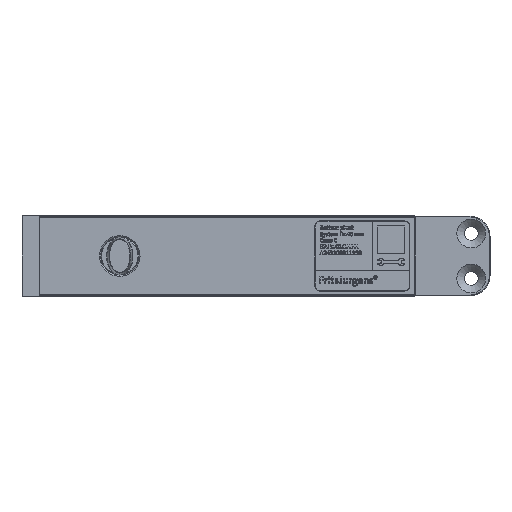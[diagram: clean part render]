
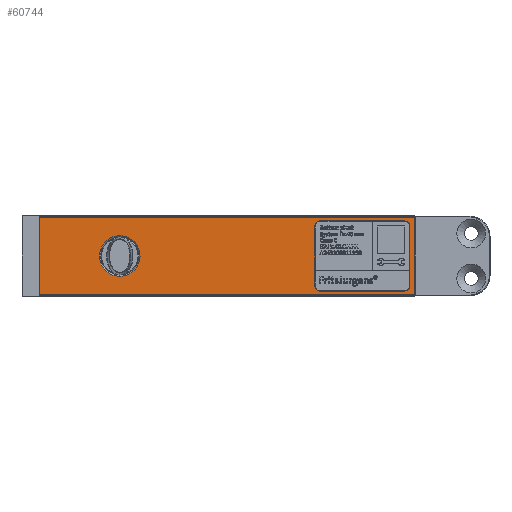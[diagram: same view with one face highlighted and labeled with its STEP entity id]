
A CAD part, front view. The second image highlights one B-rep face of the part: STEP entity #60744.
In plain terms, the highlighted planar face has unit normal (0, -1, 0).
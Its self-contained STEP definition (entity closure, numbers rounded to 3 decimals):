
#1071 = DIRECTION ( 'NONE',  ( -1., 0., 0. ) ) ;
#1715 = ORIENTED_EDGE ( 'NONE', *, *, #109195, .T. ) ;
#2065 = ORIENTED_EDGE ( 'NONE', *, *, #96549, .T. ) ;
#3219 = CIRCLE ( 'NONE', #10385, 8.1 ) ;
#4284 = VECTOR ( 'NONE', #58014, 1000. ) ;
#5706 = LINE ( 'NONE', #99006, #95186 ) ;
#6469 = CARTESIAN_POINT ( 'NONE',  ( 148., 0., 0. ) ) ;
#7380 = ORIENTED_EDGE ( 'NONE', *, *, #105285, .F. ) ;
#7789 = ORIENTED_EDGE ( 'NONE', *, *, #81563, .T. ) ;
#7994 = DIRECTION ( 'NONE',  ( 0., 0., -1. ) ) ;
#8536 = ORIENTED_EDGE ( 'NONE', *, *, #68365, .F. ) ;
#8687 = ORIENTED_EDGE ( 'NONE', *, *, #79201, .F. ) ;
#10242 = ORIENTED_EDGE ( 'NONE', *, *, #19605, .F. ) ;
#10385 = AXIS2_PLACEMENT_3D ( 'NONE', #33045, #42554, #101038 ) ;
#11592 = ORIENTED_EDGE ( 'NONE', *, *, #69636, .T. ) ;
#12273 = ORIENTED_EDGE ( 'NONE', *, *, #99274, .F. ) ;
#13079 = PLANE ( 'NONE',  #38787 ) ;
#14367 = DIRECTION ( 'NONE',  ( 0., 0., 1. ) ) ;
#16411 = CARTESIAN_POINT ( 'NONE',  ( 0., 0., 14. ) ) ;
#17831 = CARTESIAN_POINT ( 'NONE',  ( 0., 0., 0. ) ) ;
#17998 = VECTOR ( 'NONE', #102847, 1000. ) ;
#19091 = LINE ( 'NONE', #103935, #33561 ) ;
#19605 = EDGE_CURVE ( 'NONE', #32231, #107346, #110009, .T. ) ;
#20290 = VERTEX_POINT ( 'NONE', #89013 ) ;
#22043 = CARTESIAN_POINT ( 'NONE',  ( 150., 0., 0. ) ) ;
#23623 = VERTEX_POINT ( 'NONE', #105079 ) ;
#23902 = CARTESIAN_POINT ( 'NONE',  ( 0., 0., -14. ) ) ;
#24470 = CARTESIAN_POINT ( 'NONE',  ( 146., 0., 14. ) ) ;
#24863 = DIRECTION ( 'NONE',  ( 0., -1., 0. ) ) ;
#25566 = VERTEX_POINT ( 'NONE', #96527 ) ;
#30142 = EDGE_CURVE ( 'NONE', #107346, #96016, #33707, .T. ) ;
#31033 = FACE_OUTER_BOUND ( 'NONE', #72607, .T. ) ;
#32060 = CARTESIAN_POINT ( 'NONE',  ( 110., 0., 0. ) ) ;
#32231 = VERTEX_POINT ( 'NONE', #50920 ) ;
#33045 = CARTESIAN_POINT ( 'NONE',  ( 32., 0., 0. ) ) ;
#33561 = VECTOR ( 'NONE', #1071, 1000. ) ;
#33707 = LINE ( 'NONE', #32060, #17998 ) ;
#34189 = CARTESIAN_POINT ( 'NONE',  ( 110., 0., -12. ) ) ;
#34204 = VECTOR ( 'NONE', #88199, 1000. ) ;
#35955 = CARTESIAN_POINT ( 'NONE',  ( 150., 0., -15.517 ) ) ;
#36115 = CARTESIAN_POINT ( 'NONE',  ( 150., 0., 15.517 ) ) ;
#36516 = LINE ( 'NONE', #35955, #34204 ) ;
#37020 = CIRCLE ( 'NONE', #72984, 2. ) ;
#38787 = AXIS2_PLACEMENT_3D ( 'NONE', #22043, #56331, #90612 ) ;
#40124 = CARTESIAN_POINT ( 'NONE',  ( 146., 0., -12. ) ) ;
#42554 = DIRECTION ( 'NONE',  ( 0., 1., 0. ) ) ;
#44367 = CARTESIAN_POINT ( 'NONE',  ( 146., 0., -14. ) ) ;
#45328 = LINE ( 'NONE', #17831, #93795 ) ;
#45958 = ORIENTED_EDGE ( 'NONE', *, *, #87335, .F. ) ;
#50920 = CARTESIAN_POINT ( 'NONE',  ( 112., 0., 14. ) ) ;
#51815 = VERTEX_POINT ( 'NONE', #75535 ) ;
#56140 = CIRCLE ( 'NONE', #81244, 2. ) ;
#56318 = DIRECTION ( 'NONE',  ( 0., 0., -1. ) ) ;
#56331 = DIRECTION ( 'NONE',  ( 0., 1., 0. ) ) ;
#57049 = DIRECTION ( 'NONE',  ( 1., 0., 0. ) ) ;
#58014 = DIRECTION ( 'NONE',  ( -1., 0., 0. ) ) ;
#58633 = DIRECTION ( 'NONE',  ( 0., 0., -1. ) ) ;
#60296 = DIRECTION ( 'NONE',  ( 0., 1., 0. ) ) ;
#60744 = ADVANCED_FACE ( 'NONE', ( #31033, #66969, #90052 ), #13079, .F. ) ;
#61663 = DIRECTION ( 'NONE',  ( 0., 0., -1. ) ) ;
#63284 = CARTESIAN_POINT ( 'NONE',  ( 110., 0., 12. ) ) ;
#63400 = ORIENTED_EDGE ( 'NONE', *, *, #107927, .T. ) ;
#63784 = DIRECTION ( 'NONE',  ( 0., 1., 0. ) ) ;
#64015 = ORIENTED_EDGE ( 'NONE', *, *, #103211, .T. ) ;
#66969 = FACE_BOUND ( 'NONE', #106005, .T. ) ;
#68120 = CARTESIAN_POINT ( 'NONE',  ( 112., 0., 12. ) ) ;
#68365 = EDGE_CURVE ( 'NONE', #102820, #73629, #5706, .T. ) ;
#69636 = EDGE_CURVE ( 'NONE', #20290, #73629, #36516, .T. ) ;
#70998 = CARTESIAN_POINT ( 'NONE',  ( 150., 0., -15.517 ) ) ;
#72607 = EDGE_LOOP ( 'NONE', ( #7789, #11592, #8536, #63400 ) ) ;
#72984 = AXIS2_PLACEMENT_3D ( 'NONE', #75508, #60296, #58633 ) ;
#73228 = VERTEX_POINT ( 'NONE', #107491 ) ;
#73629 = VERTEX_POINT ( 'NONE', #70998 ) ;
#74540 = VERTEX_POINT ( 'NONE', #81230 ) ;
#75091 = EDGE_LOOP ( 'NONE', ( #10242, #12273, #8687, #7380, #2065, #45958, #64015, #110980 ) ) ;
#75508 = CARTESIAN_POINT ( 'NONE',  ( 112., 0., -12. ) ) ;
#75535 = CARTESIAN_POINT ( 'NONE',  ( 0., 0., 15.517 ) ) ;
#75840 = CIRCLE ( 'NONE', #77684, 2. ) ;
#77684 = AXIS2_PLACEMENT_3D ( 'NONE', #92143, #109019, #101666 ) ;
#79201 = EDGE_CURVE ( 'NONE', #74540, #91191, #75840, .T. ) ;
#81230 = CARTESIAN_POINT ( 'NONE',  ( 148., 0., 12. ) ) ;
#81244 = AXIS2_PLACEMENT_3D ( 'NONE', #40124, #63784, #107605 ) ;
#81563 = EDGE_CURVE ( 'NONE', #51815, #20290, #45328, .T. ) ;
#86651 = AXIS2_PLACEMENT_3D ( 'NONE', #68120, #24863, #7994 ) ;
#87276 = VECTOR ( 'NONE', #57049, 1000. ) ;
#87335 = EDGE_CURVE ( 'NONE', #25566, #90968, #110971, .T. ) ;
#88199 = DIRECTION ( 'NONE',  ( 1., 0., 0. ) ) ;
#89013 = CARTESIAN_POINT ( 'NONE',  ( 0., 0., -15.517 ) ) ;
#90052 = FACE_BOUND ( 'NONE', #75091, .T. ) ;
#90612 = DIRECTION ( 'NONE',  ( 0., 0., 1. ) ) ;
#90968 = VERTEX_POINT ( 'NONE', #44367 ) ;
#91191 = VERTEX_POINT ( 'NONE', #24470 ) ;
#92143 = CARTESIAN_POINT ( 'NONE',  ( 146., 0., 12. ) ) ;
#93795 = VECTOR ( 'NONE', #61663, 1000. ) ;
#95186 = VECTOR ( 'NONE', #56318, 1000. ) ;
#96016 = VERTEX_POINT ( 'NONE', #34189 ) ;
#96527 = CARTESIAN_POINT ( 'NONE',  ( 112., 0., -14. ) ) ;
#96549 = EDGE_CURVE ( 'NONE', #23623, #90968, #56140, .T. ) ;
#99006 = CARTESIAN_POINT ( 'NONE',  ( 150., 0., 0. ) ) ;
#99274 = EDGE_CURVE ( 'NONE', #91191, #32231, #110814, .T. ) ;
#101038 = DIRECTION ( 'NONE',  ( 0., 0., 1. ) ) ;
#101432 = LINE ( 'NONE', #6469, #105368 ) ;
#101666 = DIRECTION ( 'NONE',  ( 0., 0., -1. ) ) ;
#102820 = VERTEX_POINT ( 'NONE', #36115 ) ;
#102847 = DIRECTION ( 'NONE',  ( 0., 0., -1. ) ) ;
#103211 = EDGE_CURVE ( 'NONE', #25566, #96016, #37020, .T. ) ;
#103935 = CARTESIAN_POINT ( 'NONE',  ( 0., 0., 15.517 ) ) ;
#105079 = CARTESIAN_POINT ( 'NONE',  ( 148., 0., -12. ) ) ;
#105285 = EDGE_CURVE ( 'NONE', #23623, #74540, #101432, .T. ) ;
#105368 = VECTOR ( 'NONE', #14367, 1000. ) ;
#106005 = EDGE_LOOP ( 'NONE', ( #1715 ) ) ;
#107346 = VERTEX_POINT ( 'NONE', #63284 ) ;
#107491 = CARTESIAN_POINT ( 'NONE',  ( 32., 0., 8.1 ) ) ;
#107605 = DIRECTION ( 'NONE',  ( 0., 0., -1. ) ) ;
#107927 = EDGE_CURVE ( 'NONE', #102820, #51815, #19091, .T. ) ;
#109019 = DIRECTION ( 'NONE',  ( 0., -1., 0. ) ) ;
#109195 = EDGE_CURVE ( 'NONE', #73228, #73228, #3219, .T. ) ;
#110009 = CIRCLE ( 'NONE', #86651, 2. ) ;
#110814 = LINE ( 'NONE', #16411, #4284 ) ;
#110971 = LINE ( 'NONE', #23902, #87276 ) ;
#110980 = ORIENTED_EDGE ( 'NONE', *, *, #30142, .F. ) ;
